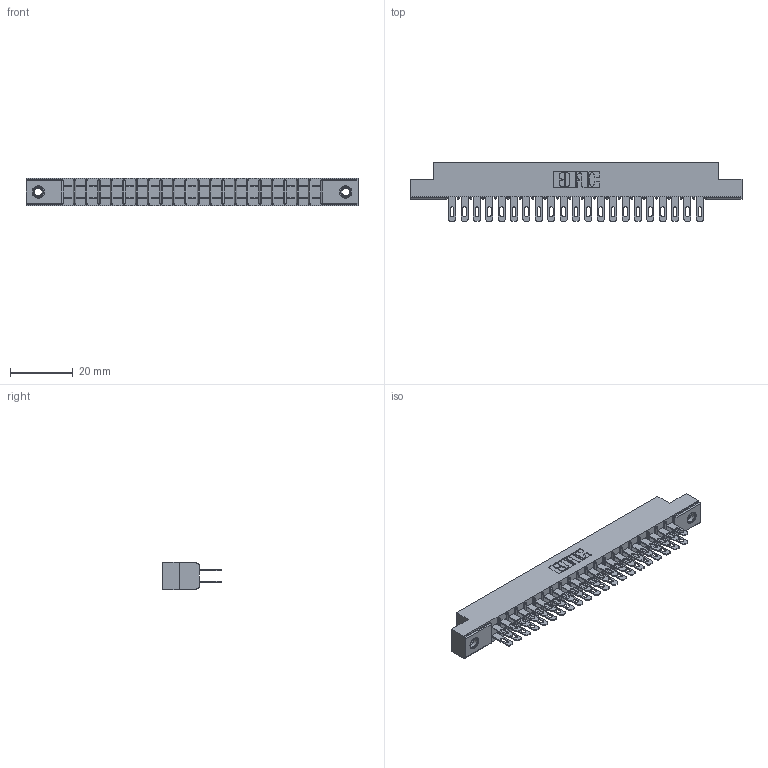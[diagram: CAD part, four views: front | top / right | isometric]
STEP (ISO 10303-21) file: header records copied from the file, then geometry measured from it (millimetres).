
FILE_DESCRIPTION (( 'STEP AP203' ), '1' );
FILE_NAME ('305-042-500-507.STEP', '2019-09-09T19:20:09', ( '' ), ( '' ), 'SwSTEP 2.0', 'SolidWorks 2016', '' );
FILE_SCHEMA (( 'CONFIG_CONTROL_DESIGN' ));
Length unit declared in the file: inch
Products named in the file (4): 305-290-001_500; 345-250-001_345-250-005-103; 305 Part_.156 Dia; 305-042-500-507
Assembly tree (45 placements, depth 2):
  305-042-500-507
    305 Part_.156 Dia
    305-290-001_500  x42
    345-250-001_345-250-005-103  x2
Bounding box: 106.22 x 18.85 x 8.71 mm (x, y, z)
Volume: 6485.5 mm3; surface area: 13625.3 mm2
Topology: 45 solids, 45 shells, 2276 faces, 6479 edges, 4198 vertices
Faces by surface type: plane 1276, cylinder 900, sphere 84, cone 12, torus 4
Entity records: 26501 total; most frequent: CARTESIAN_POINT 4368, ORIENTED_EDGE 4326, DIRECTION 4255, EDGE_CURVE 2163, LINE 1721, VECTOR 1721, VERTEX_POINT 1380, AXIS2_PLACEMENT_3D 1267
